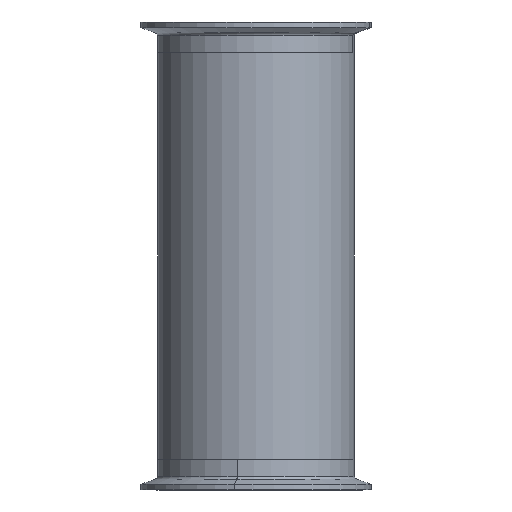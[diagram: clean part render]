
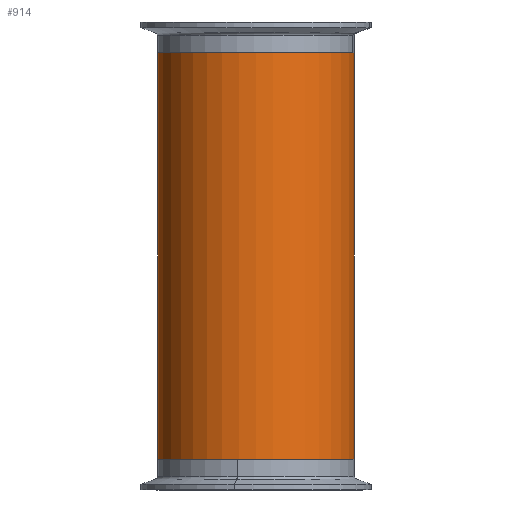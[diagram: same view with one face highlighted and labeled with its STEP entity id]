
A CAD part, front view. The second image highlights one B-rep face of the part: STEP entity #914.
In plain terms, the highlighted cylindrical face has radius 50.8 mm (diameter 101.6 mm), a partial arc.
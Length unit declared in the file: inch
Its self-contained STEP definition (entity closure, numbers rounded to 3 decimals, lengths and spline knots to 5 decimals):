
#36 = ORIENTED_EDGE ( 'NONE', *, *, #1000, .T. ) ;
#76 = LINE ( 'NONE', #1965, #977 ) ;
#160 = DIRECTION ( 'NONE',  ( 0., 0., -1. ) ) ;
#253 = CARTESIAN_POINT ( 'NONE',  ( 0., 0., -4.12598 ) ) ;
#261 = DIRECTION ( 'NONE',  ( 0., 0., 1. ) ) ;
#377 = CARTESIAN_POINT ( 'NONE',  ( 0., 0., 4.12598 ) ) ;
#412 = VERTEX_POINT ( 'NONE', #2764 ) ;
#572 = EDGE_CURVE ( 'NONE', #2184, #2805, #657, .T. ) ;
#657 = CIRCLE ( 'NONE', #2279, 2. ) ;
#664 = DIRECTION ( 'NONE',  ( 1., 0., 0. ) ) ;
#694 = DIRECTION ( 'NONE',  ( -1., 0., 0. ) ) ;
#914 = ADVANCED_FACE ( 'NONE', ( #3090 ), #1001, .T. ) ;
#977 = VECTOR ( 'NONE', #2724, 39.37008 ) ;
#1000 = EDGE_CURVE ( 'NONE', #1700, #2184, #1925, .T. ) ;
#1001 = CYLINDRICAL_SURFACE ( 'NONE', #2848, 2. ) ;
#1002 = EDGE_LOOP ( 'NONE', ( #2047, #1899, #36, #1336 ) ) ;
#1048 = DIRECTION ( 'NONE',  ( 0., 0., -1. ) ) ;
#1196 = CARTESIAN_POINT ( 'NONE',  ( 0., 0., 4.12598 ) ) ;
#1336 = ORIENTED_EDGE ( 'NONE', *, *, #572, .T. ) ;
#1596 = VECTOR ( 'NONE', #1048, 39.37008 ) ;
#1700 = VERTEX_POINT ( 'NONE', #2962 ) ;
#1795 = DIRECTION ( 'NONE',  ( 1., 0., 0. ) ) ;
#1899 = ORIENTED_EDGE ( 'NONE', *, *, #2071, .F. ) ;
#1925 = LINE ( 'NONE', #2568, #1596 ) ;
#1965 = CARTESIAN_POINT ( 'NONE',  ( 2., 0., 4.12598 ) ) ;
#2047 = ORIENTED_EDGE ( 'NONE', *, *, #2465, .F. ) ;
#2071 = EDGE_CURVE ( 'NONE', #1700, #412, #2721, .T. ) ;
#2184 = VERTEX_POINT ( 'NONE', #3125 ) ;
#2279 = AXIS2_PLACEMENT_3D ( 'NONE', #253, #261, #1795 ) ;
#2360 = AXIS2_PLACEMENT_3D ( 'NONE', #377, #2408, #664 ) ;
#2408 = DIRECTION ( 'NONE',  ( 0., 0., 1. ) ) ;
#2465 = EDGE_CURVE ( 'NONE', #412, #2805, #76, .T. ) ;
#2568 = CARTESIAN_POINT ( 'NONE',  ( -2., 0., 4.12598 ) ) ;
#2721 = CIRCLE ( 'NONE', #2360, 2. ) ;
#2724 = DIRECTION ( 'NONE',  ( 0., 0., -1. ) ) ;
#2764 = CARTESIAN_POINT ( 'NONE',  ( 2., 0., 4.12598 ) ) ;
#2805 = VERTEX_POINT ( 'NONE', #3147 ) ;
#2848 = AXIS2_PLACEMENT_3D ( 'NONE', #1196, #160, #694 ) ;
#2962 = CARTESIAN_POINT ( 'NONE',  ( -2., 0., 4.12598 ) ) ;
#3090 = FACE_OUTER_BOUND ( 'NONE', #1002, .T. ) ;
#3125 = CARTESIAN_POINT ( 'NONE',  ( -2., 0., -4.12598 ) ) ;
#3147 = CARTESIAN_POINT ( 'NONE',  ( 2., 0., -4.12598 ) ) ;
